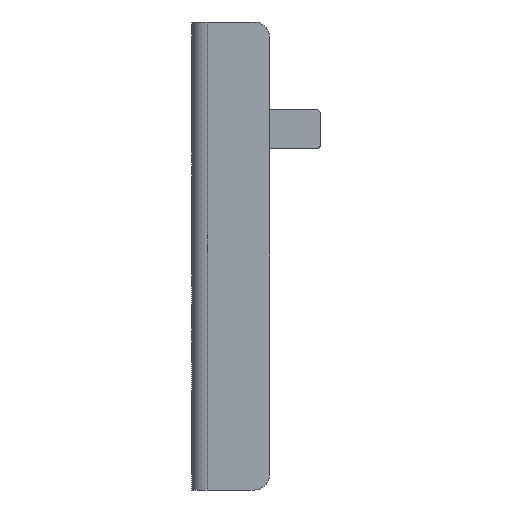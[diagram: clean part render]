
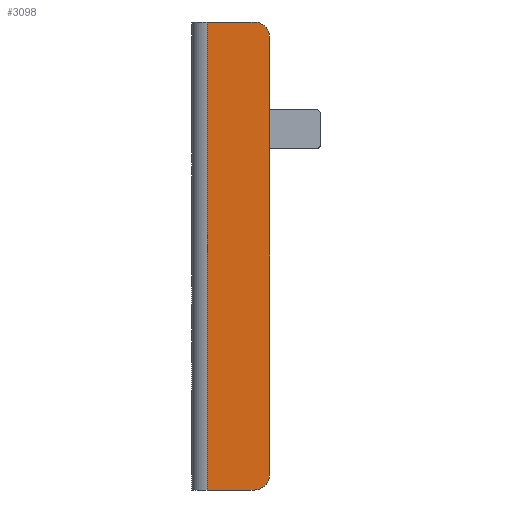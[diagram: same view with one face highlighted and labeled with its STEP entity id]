
A CAD part, front view. The second image highlights one B-rep face of the part: STEP entity #3098.
In plain terms, the highlighted planar face has unit normal (0, -1, 0).
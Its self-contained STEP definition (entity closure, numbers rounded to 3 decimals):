
#176=CIRCLE('',#3277,4.);
#182=CIRCLE('',#3285,4.);
#353=FACE_OUTER_BOUND('',#546,.T.);
#546=EDGE_LOOP('',(#2775,#2776,#2777,#2778,#2779,#2780));
#869=LINE('',#5253,#1200);
#874=LINE('',#5270,#1205);
#879=LINE('',#5286,#1210);
#880=LINE('',#5288,#1211);
#1200=VECTOR('',#3927,12.);
#1205=VECTOR('',#3942,12.);
#1210=VECTOR('',#3957,112.);
#1211=VECTOR('',#3960,120.);
#1500=VERTEX_POINT('',#5250);
#1501=VERTEX_POINT('',#5252);
#1504=VERTEX_POINT('',#5260);
#1505=VERTEX_POINT('',#5261);
#1508=VERTEX_POINT('',#5269);
#1514=VERTEX_POINT('',#5285);
#1928=EDGE_CURVE('',#1501,#1500,#869,.T.);
#1932=EDGE_CURVE('',#1504,#1505,#176,.T.);
#1936=EDGE_CURVE('',#1508,#1505,#874,.T.);
#1945=EDGE_CURVE('',#1504,#1514,#879,.T.);
#1946=EDGE_CURVE('',#1501,#1514,#182,.T.);
#1947=EDGE_CURVE('',#1508,#1500,#880,.T.);
#2775=ORIENTED_EDGE('',*,*,#1932,.F.);
#2776=ORIENTED_EDGE('',*,*,#1945,.T.);
#2777=ORIENTED_EDGE('',*,*,#1946,.F.);
#2778=ORIENTED_EDGE('',*,*,#1928,.T.);
#2779=ORIENTED_EDGE('',*,*,#1947,.F.);
#2780=ORIENTED_EDGE('',*,*,#1936,.T.);
#2956=PLANE('',#3284);
#3098=ADVANCED_FACE('',(#353),#2956,.T.);
#3277=AXIS2_PLACEMENT_3D('',#5262,#3934,#3935);
#3284=AXIS2_PLACEMENT_3D('',#5284,#3955,#3956);
#3285=AXIS2_PLACEMENT_3D('',#5287,#3958,#3959);
#3927=DIRECTION('',(-1.,0.,0.));
#3934=DIRECTION('center_axis',(0.,1.,0.));
#3935=DIRECTION('ref_axis',(0.707,0.,-0.707));
#3942=DIRECTION('',(1.,0.,0.));
#3955=DIRECTION('center_axis',(0.,-1.,0.));
#3956=DIRECTION('ref_axis',(0.,0.,-1.));
#3957=DIRECTION('',(0.,0.,1.));
#3958=DIRECTION('center_axis',(0.,1.,0.));
#3959=DIRECTION('ref_axis',(0.707,0.,0.707));
#3960=DIRECTION('',(0.,0.,1.));
#5250=CARTESIAN_POINT('',(-4.2,-88.5,60.));
#5252=CARTESIAN_POINT('',(7.8,-88.5,60.));
#5253=CARTESIAN_POINT('',(-8.2,-88.5,60.));
#5260=CARTESIAN_POINT('',(11.8,-88.5,-56.));
#5261=CARTESIAN_POINT('',(7.8,-88.5,-60.));
#5262=CARTESIAN_POINT('Origin',(7.8,-88.5,-56.));
#5269=CARTESIAN_POINT('',(-4.2,-88.5,-60.));
#5270=CARTESIAN_POINT('',(-8.2,-88.5,-60.));
#5284=CARTESIAN_POINT('Origin',(11.8,-88.5,0.));
#5285=CARTESIAN_POINT('',(11.8,-88.5,56.));
#5286=CARTESIAN_POINT('',(11.8,-88.5,0.));
#5287=CARTESIAN_POINT('Origin',(7.8,-88.5,56.));
#5288=CARTESIAN_POINT('',(-4.2,-88.5,0.));
